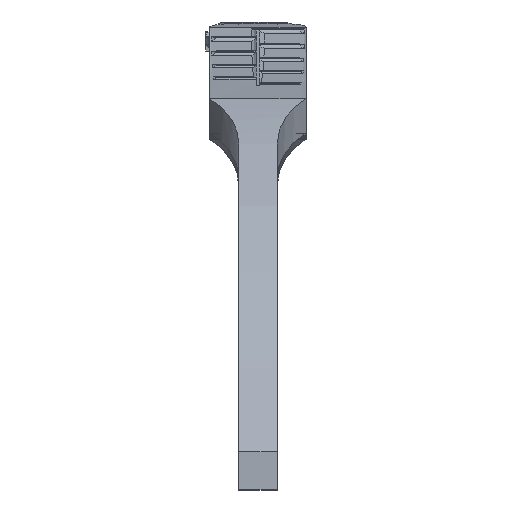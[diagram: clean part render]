
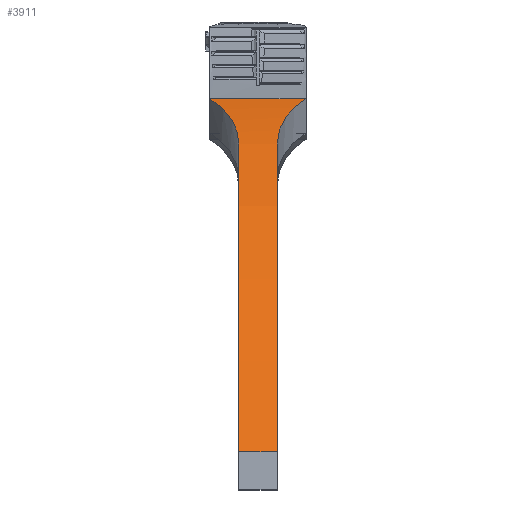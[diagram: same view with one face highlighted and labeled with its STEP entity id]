
A CAD part, front view. The second image highlights one B-rep face of the part: STEP entity #3911.
In plain terms, the highlighted cylindrical face has radius 236 mm (diameter 472 mm), a partial arc.
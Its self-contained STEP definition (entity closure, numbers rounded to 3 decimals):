
#98 = CARTESIAN_POINT ( 'NONE',  ( 16.044, 167.592, 118.052 ) ) ;
#174 = DIRECTION ( 'NONE',  ( 0., 0., -1. ) ) ;
#181 = B_SPLINE_CURVE_WITH_KNOTS ( 'NONE', 3,
 ( #12079, #3896, #13217, #6366, #14374, #7567, #330, #8710, #1519, #9853, #2730, #10983, #3951, #12133 ),
 .UNSPECIFIED., .F., .F.,
 ( 4, 2, 2, 2, 2, 2, 4 ),
 ( 0., 0.008, 0.015, 0.017, 0.019, 0.023, 0.03 ),
 .UNSPECIFIED. ) ;
#330 = CARTESIAN_POINT ( 'NONE',  ( -1.932, 162.368, 115.167 ) ) ;
#422 = VERTEX_POINT ( 'NONE', #3294 ) ;
#424 = DIRECTION ( 'NONE',  ( -1., 0., 0. ) ) ;
#970 = VERTEX_POINT ( 'NONE', #14805 ) ;
#1304 = CARTESIAN_POINT ( 'NONE',  ( 18.24, 171.65, 120.184 ) ) ;
#1519 = CARTESIAN_POINT ( 'NONE',  ( -1.439, 160.758, 114.243 ) ) ;
#1640 = VERTEX_POINT ( 'NONE', #7847 ) ;
#1726 = AXIS2_PLACEMENT_3D ( 'NONE', #14227, #7415, #174 ) ;
#2448 = CARTESIAN_POINT ( 'NONE',  ( 12., 152.697, 109.374 ) ) ;
#2507 = CARTESIAN_POINT ( 'NONE',  ( 21., 175.5, 122.094 ) ) ;
#2730 = CARTESIAN_POINT ( 'NONE',  ( -0.768, 158.073, 112.668 ) ) ;
#3256 = CIRCLE ( 'NONE', #1726, 236. ) ;
#3294 = CARTESIAN_POINT ( 'NONE',  ( 0., 66.181, 12. ) ) ;
#3333 = VERTEX_POINT ( 'NONE', #14410 ) ;
#3664 = CARTESIAN_POINT ( 'NONE',  ( 12.193, 154.844, 110.717 ) ) ;
#3857 = EDGE_CURVE ( 'NONE', #1640, #3333, #3256, .T. ) ;
#3896 = CARTESIAN_POINT ( 'NONE',  ( -7.531, 173.609, 121.171 ) ) ;
#3911 = ADVANCED_FACE ( 'NONE', ( #6521 ), #11878, .T. ) ;
#3951 = CARTESIAN_POINT ( 'NONE',  ( 0., 152.697, 109.374 ) ) ;
#4745 = VECTOR ( 'NONE', #424, 1000. ) ;
#4921 = CARTESIAN_POINT ( 'NONE',  ( 13.523, 161.26, 114.546 ) ) ;
#4922 = CARTESIAN_POINT ( 'NONE',  ( 21., 175.5, 122.094 ) ) ;
#5056 = DIRECTION ( 'NONE',  ( -1., 0., 0. ) ) ;
#5815 = AXIS2_PLACEMENT_3D ( 'NONE', #13125, #5056, #7476 ) ;
#5878 = ORIENTED_EDGE ( 'NONE', *, *, #9952, .T. ) ;
#5912 = VECTOR ( 'NONE', #6481, 1000. ) ;
#6150 = CARTESIAN_POINT ( 'NONE',  ( 14.68, 164.449, 116.336 ) ) ;
#6366 = CARTESIAN_POINT ( 'NONE',  ( -4.012, 167.63, 118.081 ) ) ;
#6481 = DIRECTION ( 'NONE',  ( -1., 0., 0. ) ) ;
#6512 = CARTESIAN_POINT ( 'NONE',  ( 0., 279., -90. ) ) ;
#6521 = FACE_OUTER_BOUND ( 'NONE', #7839, .T. ) ;
#6716 = EDGE_CURVE ( 'NONE', #970, #11158, #181, .T. ) ;
#7353 = CARTESIAN_POINT ( 'NONE',  ( 15.334, 166.03, 117.206 ) ) ;
#7415 = DIRECTION ( 'NONE',  ( 1., 0., 0. ) ) ;
#7476 = DIRECTION ( 'NONE',  ( 0., 0., 1. ) ) ;
#7524 = ORIENTED_EDGE ( 'NONE', *, *, #10288, .F. ) ;
#7567 = CARTESIAN_POINT ( 'NONE',  ( -2.112, 162.904, 115.47 ) ) ;
#7674 = CARTESIAN_POINT ( 'NONE',  ( 23.779, 175.5, 122.094 ) ) ;
#7706 = DIRECTION ( 'NONE',  ( 0., 0., -1. ) ) ;
#7839 = EDGE_LOOP ( 'NONE', ( #5878, #14774, #10216, #7524, #10530, #13251 ) ) ;
#7847 = CARTESIAN_POINT ( 'NONE',  ( 12., 150.544, 107.978 ) ) ;
#8500 = CARTESIAN_POINT ( 'NONE',  ( 16.56, 168.619, 118.598 ) ) ;
#8710 = CARTESIAN_POINT ( 'NONE',  ( -1.595, 161.295, 114.553 ) ) ;
#8809 = CARTESIAN_POINT ( 'NONE',  ( 12., 66.181, 12. ) ) ;
#9003 = AXIS2_PLACEMENT_3D ( 'NONE', #6512, #14505, #7706 ) ;
#9647 = CARTESIAN_POINT ( 'NONE',  ( 19.531, 173.609, 121.171 ) ) ;
#9669 = CIRCLE ( 'NONE', #9003, 236. ) ;
#9695 = B_SPLINE_CURVE_WITH_KNOTS ( 'NONE', 3,
 ( #10739, #2448, #3664, #11871, #4921, #13010, #6150, #14160, #7353, #98, #8500, #1304, #9647, #2507 ),
 .UNSPECIFIED., .F., .F.,
 ( 4, 2, 2, 2, 2, 2, 4 ),
 ( 0., 0.008, 0.015, 0.017, 0.019, 0.023, 0.03 ),
 .UNSPECIFIED. ) ;
#9699 = VERTEX_POINT ( 'NONE', #4922 ) ;
#9853 = CARTESIAN_POINT ( 'NONE',  ( -1.008, 159.148, 113.305 ) ) ;
#9952 = EDGE_CURVE ( 'NONE', #9699, #970, #12027, .T. ) ;
#10216 = ORIENTED_EDGE ( 'NONE', *, *, #14543, .T. ) ;
#10288 = EDGE_CURVE ( 'NONE', #3333, #422, #13262, .T. ) ;
#10530 = ORIENTED_EDGE ( 'NONE', *, *, #3857, .F. ) ;
#10739 = CARTESIAN_POINT ( 'NONE',  ( 12., 150.544, 107.978 ) ) ;
#10983 = CARTESIAN_POINT ( 'NONE',  ( -0.193, 154.848, 110.72 ) ) ;
#11158 = VERTEX_POINT ( 'NONE', #11678 ) ;
#11678 = CARTESIAN_POINT ( 'NONE',  ( 0., 150.544, 107.978 ) ) ;
#11871 = CARTESIAN_POINT ( 'NONE',  ( 12.955, 159.125, 113.303 ) ) ;
#11878 = CYLINDRICAL_SURFACE ( 'NONE', #5815, 236. ) ;
#12027 = LINE ( 'NONE', #7674, #5912 ) ;
#12079 = CARTESIAN_POINT ( 'NONE',  ( -9., 175.5, 122.094 ) ) ;
#12133 = CARTESIAN_POINT ( 'NONE',  ( 0., 150.544, 107.978 ) ) ;
#12677 = EDGE_CURVE ( 'NONE', #1640, #9699, #9695, .T. ) ;
#13010 = CARTESIAN_POINT ( 'NONE',  ( 14.476, 163.917, 116.039 ) ) ;
#13125 = CARTESIAN_POINT ( 'NONE',  ( 12., 279., -90. ) ) ;
#13217 = CARTESIAN_POINT ( 'NONE',  ( -6.243, 171.654, 120.186 ) ) ;
#13251 = ORIENTED_EDGE ( 'NONE', *, *, #12677, .T. ) ;
#13262 = LINE ( 'NONE', #8809, #4745 ) ;
#14160 = CARTESIAN_POINT ( 'NONE',  ( 15.109, 165.506, 116.919 ) ) ;
#14227 = CARTESIAN_POINT ( 'NONE',  ( 12., 279., -90. ) ) ;
#14374 = CARTESIAN_POINT ( 'NONE',  ( -3.069, 165.56, 116.962 ) ) ;
#14410 = CARTESIAN_POINT ( 'NONE',  ( 12., 66.181, 12. ) ) ;
#14505 = DIRECTION ( 'NONE',  ( 1., 0., 0. ) ) ;
#14543 = EDGE_CURVE ( 'NONE', #11158, #422, #9669, .T. ) ;
#14774 = ORIENTED_EDGE ( 'NONE', *, *, #6716, .T. ) ;
#14805 = CARTESIAN_POINT ( 'NONE',  ( -9., 175.5, 122.094 ) ) ;
